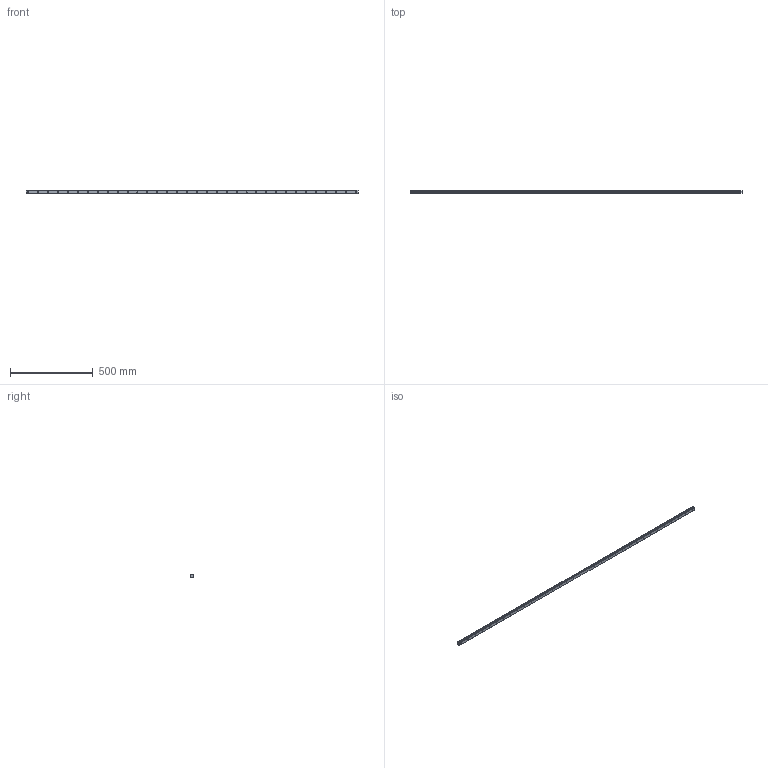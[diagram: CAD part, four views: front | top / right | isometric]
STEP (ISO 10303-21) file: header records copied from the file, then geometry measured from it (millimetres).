
FILE_DESCRIPTION (( 'STEP AP214' ), '1' );
FILE_NAME ('SHS20C1SS-2010L_G15_0_B-M6F_965-5_0_0_0_1.STEP', '2021-06-14T12:12:14', ( '' ), ( '' ), 'SwSTEP 2.0', 'SolidWorks 2021', '' );
FILE_SCHEMA (( 'AUTOMOTIVE_DESIGN' ));
Length unit declared in the file: millimetre
Products named in the file (2): _SHS20C201015 Track; SHS20C1SS-2010L_G15_0_B-M6F_965-5_0_0_0_1
Assembly tree (1 placements, depth 2):
  SHS20C1SS-2010L_G15_0_B-M6F_965-5_0_0_0_1
    _SHS20C201015 Track
Bounding box: 2010 x 16.5 x 20 mm (x, y, z)
Volume: 566595.3 mm3; surface area: 160188.5 mm2
Topology: 1 solids, 1 shells, 206 faces, 510 edges, 340 vertices
Faces by surface type: cylinder 156, plane 50
Entity records: 6488 total; most frequent: DIRECTION 1242, CARTESIAN_POINT 1060, ORIENTED_EDGE 1020, AXIS2_PLACEMENT_3D 522, EDGE_CURVE 510, VERTEX_POINT 340, CIRCLE 312, EDGE_LOOP 308
